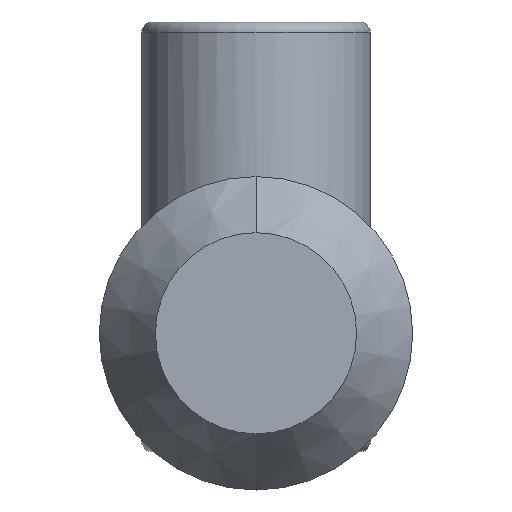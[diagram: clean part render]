
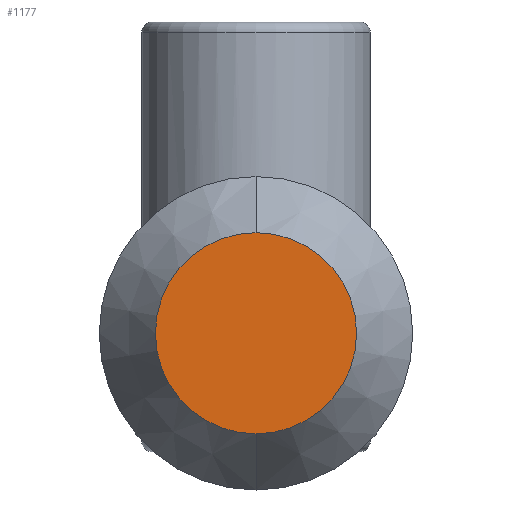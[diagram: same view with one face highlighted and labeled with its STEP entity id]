
A CAD part, front view. The second image highlights one B-rep face of the part: STEP entity #1177.
In plain terms, the highlighted planar face has unit normal (0, -1, 0).
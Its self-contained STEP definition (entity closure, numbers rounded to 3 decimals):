
#10 = DIRECTION ( 'NONE',  ( 0., 0., 1. ) ) ;
#105 = AXIS2_PLACEMENT_3D ( 'NONE', #831, #492, #1277 ) ;
#152 = VERTEX_POINT ( 'NONE', #1138 ) ;
#263 = EDGE_CURVE ( 'NONE', #152, #1247, #498, .T. ) ;
#354 = AXIS2_PLACEMENT_3D ( 'NONE', #615, #1399, #825 ) ;
#366 = EDGE_CURVE ( 'NONE', #1247, #152, #1236, .T. ) ;
#437 = ORIENTED_EDGE ( 'NONE', *, *, #366, .T. ) ;
#471 = CARTESIAN_POINT ( 'NONE',  ( -4.75, -32., 0. ) ) ;
#492 = DIRECTION ( 'NONE',  ( 0., -1., 0. ) ) ;
#498 = CIRCLE ( 'NONE', #354, 4.75 ) ;
#615 = CARTESIAN_POINT ( 'NONE',  ( 0., -32., 0. ) ) ;
#669 = ORIENTED_EDGE ( 'NONE', *, *, #263, .T. ) ;
#691 = FACE_OUTER_BOUND ( 'NONE', #871, .T. ) ;
#825 = DIRECTION ( 'NONE',  ( 0., 0., -1. ) ) ;
#831 = CARTESIAN_POINT ( 'NONE',  ( 0., -32., 0. ) ) ;
#871 = EDGE_LOOP ( 'NONE', ( #669, #437 ) ) ;
#890 = AXIS2_PLACEMENT_3D ( 'NONE', #471, #1133, #10 ) ;
#1133 = DIRECTION ( 'NONE',  ( 0., 1., 0. ) ) ;
#1138 = CARTESIAN_POINT ( 'NONE',  ( 0., -32., 4.75 ) ) ;
#1177 = ADVANCED_FACE ( 'NONE', ( #691 ), #1230, .F. ) ;
#1230 = PLANE ( 'NONE',  #890 ) ;
#1236 = CIRCLE ( 'NONE', #105, 4.75 ) ;
#1247 = VERTEX_POINT ( 'NONE', #1320 ) ;
#1277 = DIRECTION ( 'NONE',  ( 0., 0., -1. ) ) ;
#1320 = CARTESIAN_POINT ( 'NONE',  ( 0., -32., -4.75 ) ) ;
#1399 = DIRECTION ( 'NONE',  ( 0., -1., 0. ) ) ;
